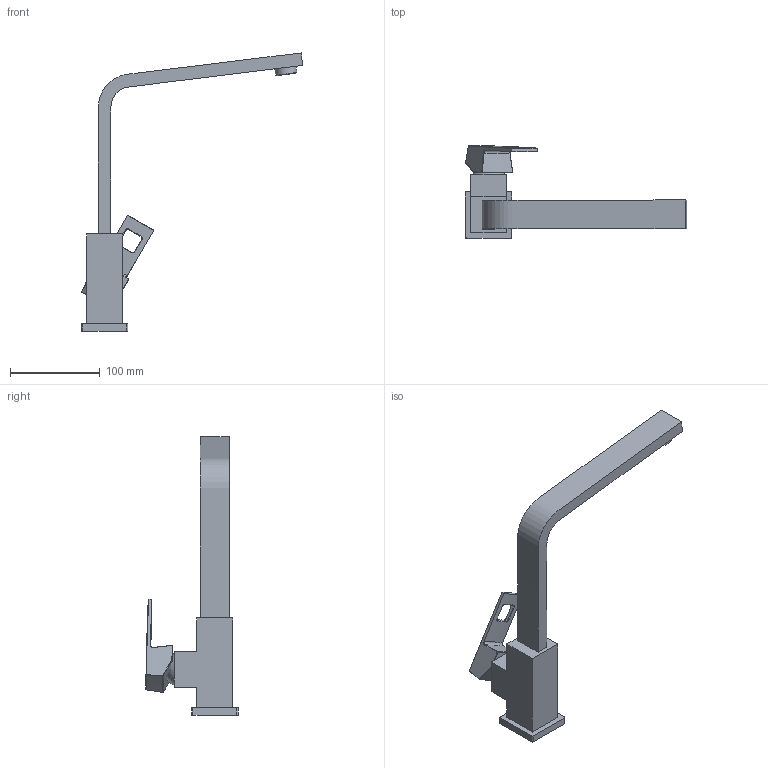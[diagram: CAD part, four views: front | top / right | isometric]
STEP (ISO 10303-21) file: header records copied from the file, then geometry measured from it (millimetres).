
FILE_DESCRIPTION(/* description */ ('Unknown'),/* implementation_level */ '2;1');
FILE_NAME(/* name */ '31255000',/* time_stamp */ '2022-09-08T10:00:17+02:00',/* author */ ('Unknown'),/* organization */ ('GROHE AG'),/* preprocessor_version */ 'ST-DEVELOPER v16.7',/* originating_system */ 'DEX',/* authorisation */ $);
FILE_SCHEMA (('AUTOMOTIVE_DESIGN {1 0 10303 214 3 1 1}'));
Length unit declared in the file: millimetre
Products named in the file (5): 31255000; id51; 1; 401813038
Assembly tree (4 placements, depth 2):
  31255000
    31255000
    id51
    1
    401813038
Bounding box: 246.31 x 102.81 x 309.39 mm (x, y, z)
Volume: 21528.5 mm3; surface area: 76829.3 mm2
Topology: 1 solids, 6 shells, 80 faces, 203 edges, 122 vertices
Faces by surface type: plane 27, cylinder 15, bspline 14, torus 11, cone 9, sphere 4
Full cylindrical faces by diameter (mm): 23.87 x1
Entity records: 3971 total; most frequent: CARTESIAN_POINT 1735, ORIENTED_EDGE 360, DIRECTION 320, EDGE_CURVE 195, VERTEX_POINT 131, AXIS2_PLACEMENT_3D 123, FACE_BOUND 94, EDGE_LOOP 84
